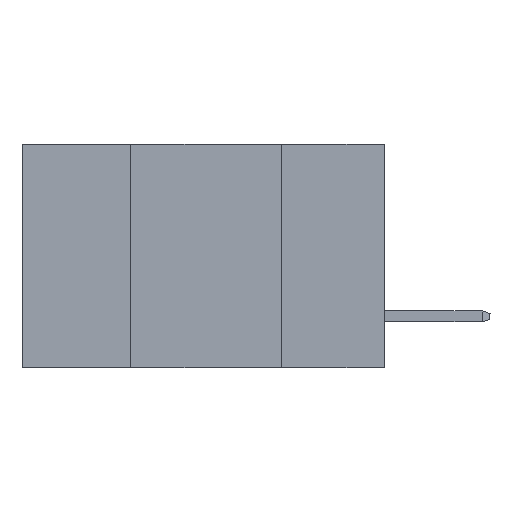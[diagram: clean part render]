
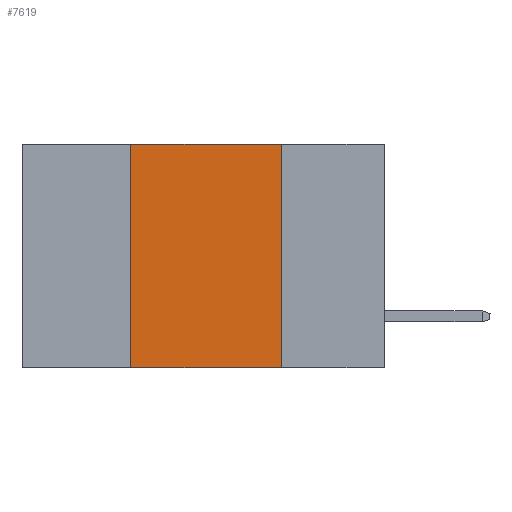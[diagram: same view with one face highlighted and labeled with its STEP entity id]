
A CAD part, left-side view. The second image highlights one B-rep face of the part: STEP entity #7619.
In plain terms, the highlighted planar face has unit normal (-1, 0, 0).
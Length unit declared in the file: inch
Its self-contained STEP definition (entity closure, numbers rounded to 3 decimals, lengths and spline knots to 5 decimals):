
#601 = ORIENTED_EDGE ( 'NONE', *, *, #8702, .T. ) ;
#1237 = VERTEX_POINT ( 'NONE', #20416 ) ;
#2156 = LINE ( 'NONE', #22331, #19106 ) ;
#2460 = CARTESIAN_POINT ( 'NONE',  ( 0., 0.42, -0.37 ) ) ;
#3001 = LINE ( 'NONE', #22791, #18022 ) ;
#4077 = DIRECTION ( 'NONE',  ( 1., 0., 0. ) ) ;
#4413 = LINE ( 'NONE', #12275, #18989 ) ;
#5916 = DIRECTION ( 'NONE',  ( 0., 0., -1. ) ) ;
#5951 = ORIENTED_EDGE ( 'NONE', *, *, #12020, .F. ) ;
#7619 = ADVANCED_FACE ( 'NONE', ( #16125 ), #16010, .F. ) ;
#8702 = EDGE_CURVE ( 'NONE', #13583, #16040, #2156, .T. ) ;
#8767 = ORIENTED_EDGE ( 'NONE', *, *, #22180, .F. ) ;
#8894 = VERTEX_POINT ( 'NONE', #16849 ) ;
#9074 = VECTOR ( 'NONE', #13451, 39.37008 ) ;
#9911 = EDGE_LOOP ( 'NONE', ( #5951, #25006, #8767, #601 ) ) ;
#10682 = DIRECTION ( 'NONE',  ( 0., -1., 0. ) ) ;
#12020 = EDGE_CURVE ( 'NONE', #1237, #16040, #3001, .T. ) ;
#12275 = CARTESIAN_POINT ( 'NONE',  ( 0., 0.6, 0. ) ) ;
#13085 = DIRECTION ( 'NONE',  ( 0., 0., -1. ) ) ;
#13451 = DIRECTION ( 'NONE',  ( 0., 0., 1. ) ) ;
#13583 = VERTEX_POINT ( 'NONE', #2460 ) ;
#16010 = PLANE ( 'NONE',  #16186 ) ;
#16040 = VERTEX_POINT ( 'NONE', #19850 ) ;
#16125 = FACE_OUTER_BOUND ( 'NONE', #9911, .T. ) ;
#16186 = AXIS2_PLACEMENT_3D ( 'NONE', #20068, #4077, #5916 ) ;
#16849 = CARTESIAN_POINT ( 'NONE',  ( 0., 0.42, 0. ) ) ;
#17423 = EDGE_CURVE ( 'NONE', #8894, #1237, #4413, .T. ) ;
#18022 = VECTOR ( 'NONE', #13085, 39.37008 ) ;
#18989 = VECTOR ( 'NONE', #21963, 39.37008 ) ;
#19106 = VECTOR ( 'NONE', #10682, 39.37008 ) ;
#19215 = CARTESIAN_POINT ( 'NONE',  ( 0., 0.42, -0.37 ) ) ;
#19850 = CARTESIAN_POINT ( 'NONE',  ( 0., 0.17, -0.37 ) ) ;
#20068 = CARTESIAN_POINT ( 'NONE',  ( 0., 0.6, 0. ) ) ;
#20416 = CARTESIAN_POINT ( 'NONE',  ( 0., 0.17, 0. ) ) ;
#21557 = LINE ( 'NONE', #19215, #9074 ) ;
#21963 = DIRECTION ( 'NONE',  ( 0., -1., 0. ) ) ;
#22180 = EDGE_CURVE ( 'NONE', #13583, #8894, #21557, .T. ) ;
#22331 = CARTESIAN_POINT ( 'NONE',  ( 0., 0.6, -0.37 ) ) ;
#22791 = CARTESIAN_POINT ( 'NONE',  ( 0., 0.17, -0.37 ) ) ;
#25006 = ORIENTED_EDGE ( 'NONE', *, *, #17423, .F. ) ;
